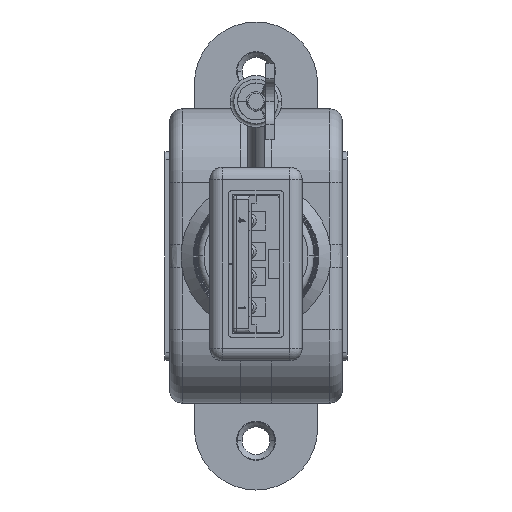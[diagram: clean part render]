
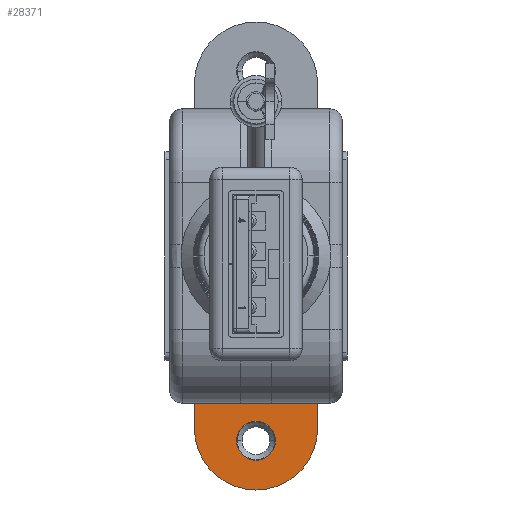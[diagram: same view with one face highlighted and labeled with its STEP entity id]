
A CAD part, front view. The second image highlights one B-rep face of the part: STEP entity #28371.
In plain terms, the highlighted face is planar.
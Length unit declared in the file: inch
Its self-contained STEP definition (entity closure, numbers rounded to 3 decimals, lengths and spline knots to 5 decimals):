
#205 = FACE_OUTER_BOUND ( 'NONE', #31994, .T. ) ;
#2623 = CARTESIAN_POINT ( 'NONE',  ( 0.52805, 0., -0.25591 ) ) ;
#4814 = ORIENTED_EDGE ( 'NONE', *, *, #60462, .T. ) ;
#5258 = CARTESIAN_POINT ( 'NONE',  ( 0.55118, 0., -0.25591 ) ) ;
#7179 = DIRECTION ( 'NONE',  ( 1., 0., 0. ) ) ;
#8496 = EDGE_CURVE ( 'NONE', #36666, #15758, #52777, .T. ) ;
#9618 = ORIENTED_EDGE ( 'NONE', *, *, #49604, .F. ) ;
#9839 = EDGE_CURVE ( 'NONE', #15758, #29758, #30308, .T. ) ;
#10036 = EDGE_CURVE ( 'NONE', #54245, #58483, #54852, .T. ) ;
#10074 = DIRECTION ( 'NONE',  ( -1., 0., 0. ) ) ;
#11190 = VERTEX_POINT ( 'NONE', #52488 ) ;
#15208 = CARTESIAN_POINT ( 'NONE',  ( 0.47047, 0.19685, -0.25591 ) ) ;
#15522 = DIRECTION ( 'NONE',  ( 0., 0., 1. ) ) ;
#15758 = VERTEX_POINT ( 'NONE', #45801 ) ;
#17880 = DIRECTION ( 'NONE',  ( 0., 0., 1. ) ) ;
#19944 = DIRECTION ( 'NONE',  ( 0., -1., 0. ) ) ;
#21257 = CARTESIAN_POINT ( 'NONE',  ( 0.55118, 0.19685, -0.25591 ) ) ;
#21420 = CARTESIAN_POINT ( 'NONE',  ( 0.55118, 0., -0.25591 ) ) ;
#21428 = CARTESIAN_POINT ( 'NONE',  ( 0.47047, -0.19685, -0.25591 ) ) ;
#22450 = LINE ( 'NONE', #21428, #44799 ) ;
#23235 = DIRECTION ( 'NONE',  ( 0., 0., -1. ) ) ;
#26231 = DIRECTION ( 'NONE',  ( -1., 0., 0. ) ) ;
#27481 = CIRCLE ( 'NONE', #33127, 0.0625 ) ;
#28371 = ADVANCED_FACE ( 'NONE', ( #38195, #205 ), #37414, .T. ) ;
#29091 = AXIS2_PLACEMENT_3D ( 'NONE', #44020, #15522, #48812 ) ;
#29758 = VERTEX_POINT ( 'NONE', #21257 ) ;
#30308 = CIRCLE ( 'NONE', #46220, 0.19685 ) ;
#31031 = VECTOR ( 'NONE', #32922, 39.37008 ) ;
#31391 = VECTOR ( 'NONE', #19944, 39.37008 ) ;
#31994 = EDGE_LOOP ( 'NONE', ( #36119, #57201, #9618, #51570, #42903 ) ) ;
#32922 = DIRECTION ( 'NONE',  ( -1., 0., 0. ) ) ;
#33127 = AXIS2_PLACEMENT_3D ( 'NONE', #46398, #17880, #51167 ) ;
#36119 = ORIENTED_EDGE ( 'NONE', *, *, #8496, .F. ) ;
#36666 = VERTEX_POINT ( 'NONE', #47291 ) ;
#37414 = PLANE ( 'NONE',  #56339 ) ;
#38195 = FACE_BOUND ( 'NONE', #53312, .T. ) ;
#38585 = DIRECTION ( 'NONE',  ( 0., 0., 1. ) ) ;
#41833 = CARTESIAN_POINT ( 'NONE',  ( 0.65305, 0., -0.25591 ) ) ;
#42882 = EDGE_CURVE ( 'NONE', #11190, #36666, #22450, .T. ) ;
#42903 = ORIENTED_EDGE ( 'NONE', *, *, #9839, .F. ) ;
#44020 = CARTESIAN_POINT ( 'NONE',  ( 0.59055, 0., -0.25591 ) ) ;
#44799 = VECTOR ( 'NONE', #7179, 39.37008 ) ;
#45801 = CARTESIAN_POINT ( 'NONE',  ( 0.74803, 0., -0.25591 ) ) ;
#46039 = EDGE_CURVE ( 'NONE', #29758, #55622, #56311, .T. ) ;
#46220 = AXIS2_PLACEMENT_3D ( 'NONE', #5258, #38585, #10074 ) ;
#46398 = CARTESIAN_POINT ( 'NONE',  ( 0.59055, 0., -0.25591 ) ) ;
#46983 = CARTESIAN_POINT ( 'NONE',  ( 0.55118, 0., -0.25591 ) ) ;
#47291 = CARTESIAN_POINT ( 'NONE',  ( 0.55118, -0.19685, -0.25591 ) ) ;
#47995 = ORIENTED_EDGE ( 'NONE', *, *, #10036, .T. ) ;
#48812 = DIRECTION ( 'NONE',  ( -1., 0., 0. ) ) ;
#49604 = EDGE_CURVE ( 'NONE', #55622, #11190, #56680, .T. ) ;
#51167 = DIRECTION ( 'NONE',  ( -1., 0., 0. ) ) ;
#51570 = ORIENTED_EDGE ( 'NONE', *, *, #46039, .F. ) ;
#52488 = CARTESIAN_POINT ( 'NONE',  ( 0.47047, -0.19685, -0.25591 ) ) ;
#52777 = CIRCLE ( 'NONE', #53291, 0.19685 ) ;
#53291 = AXIS2_PLACEMENT_3D ( 'NONE', #21420, #54756, #26231 ) ;
#53312 = EDGE_LOOP ( 'NONE', ( #4814, #47995 ) ) ;
#54245 = VERTEX_POINT ( 'NONE', #2623 ) ;
#54756 = DIRECTION ( 'NONE',  ( 0., 0., 1. ) ) ;
#54852 = CIRCLE ( 'NONE', #29091, 0.0625 ) ;
#55622 = VERTEX_POINT ( 'NONE', #59728 ) ;
#56311 = LINE ( 'NONE', #61353, #31031 ) ;
#56339 = AXIS2_PLACEMENT_3D ( 'NONE', #46983, #23235, #56549 ) ;
#56549 = DIRECTION ( 'NONE',  ( -1., 0., 0. ) ) ;
#56680 = LINE ( 'NONE', #15208, #31391 ) ;
#57201 = ORIENTED_EDGE ( 'NONE', *, *, #42882, .F. ) ;
#58483 = VERTEX_POINT ( 'NONE', #41833 ) ;
#59728 = CARTESIAN_POINT ( 'NONE',  ( 0.47047, 0.19685, -0.25591 ) ) ;
#60462 = EDGE_CURVE ( 'NONE', #58483, #54245, #27481, .T. ) ;
#61353 = CARTESIAN_POINT ( 'NONE',  ( 0.47047, 0.19685, -0.25591 ) ) ;
